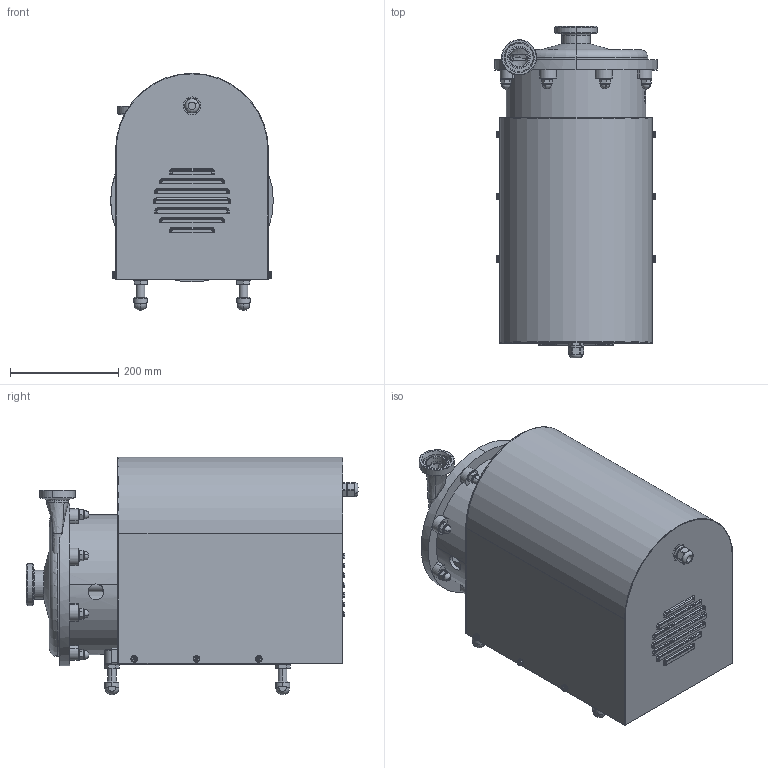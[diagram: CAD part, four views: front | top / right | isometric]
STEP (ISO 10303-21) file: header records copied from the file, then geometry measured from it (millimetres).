
FILE_DESCRIPTION (( 'STEP AP214' ), '1' );
FILE_NAME ('Pompa GU15 .STEP', '2023-07-05T09:31:55', ( '' ), ( '' ), 'SwSTEP 2.0', 'SolidWorks 2021', '' );
FILE_SCHEMA (( 'AUTOMOTIVE_DESIGN' ));
Length unit declared in the file: millimetre
Products named in the file (1): Pompa GU15 
Bounding box: 300 x 612.5 x 438 mm (x, y, z)
Volume: 14759673.1 mm3; surface area: 2288867 mm2
Topology: 102 solids, 102 shells, 1981 faces, 4563 edges, 2770 vertices
Faces by surface type: plane 630, cone 625, cylinder 610, torus 56, sphere 52, bspline 8
Entity records: 87589 total; most frequent: CARTESIAN_POINT 19963, DIRECTION 9755, ORIENTED_EDGE 8926, EDGE_CURVE 4463, AXIS2_PLACEMENT_3D 4018, VERTEX_POINT 2738, EDGE_LOOP 2221, UNCERTAINTY_MEASURE_WITH_UNIT 2085
